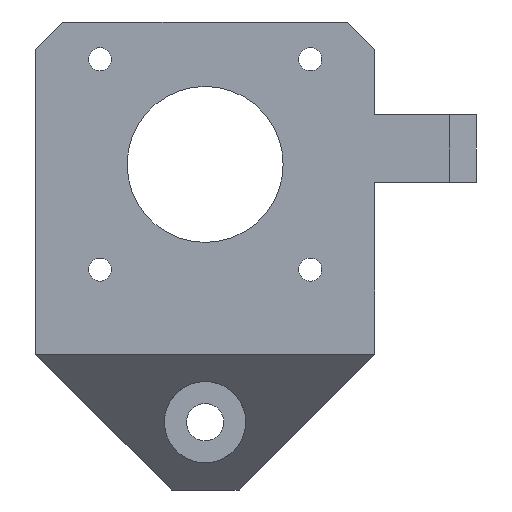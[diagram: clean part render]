
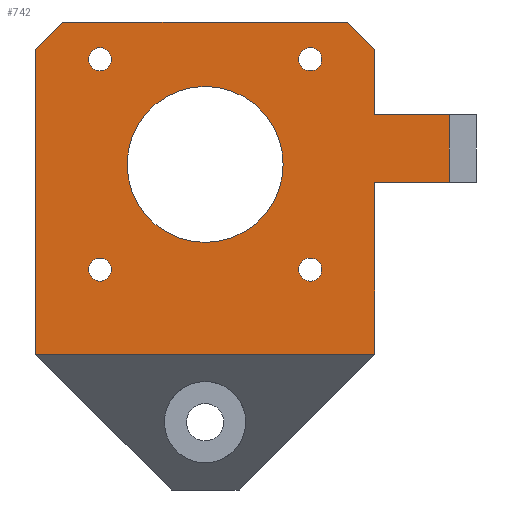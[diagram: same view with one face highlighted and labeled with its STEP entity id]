
A CAD part, front view. The second image highlights one B-rep face of the part: STEP entity #742.
In plain terms, the highlighted planar face has unit normal (0, -1, 0).
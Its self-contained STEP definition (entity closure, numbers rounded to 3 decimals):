
#19=FACE_BOUND('',#117,.T.);
#20=FACE_BOUND('',#118,.T.);
#21=FACE_BOUND('',#119,.T.);
#22=FACE_BOUND('',#120,.T.);
#23=FACE_BOUND('',#121,.T.);
#43=PLANE('',#799);
#74=FACE_OUTER_BOUND('',#116,.T.);
#116=EDGE_LOOP('',(#559,#560,#561,#562,#563,#564,#565,#566,#567,#568));
#117=EDGE_LOOP('',(#569));
#118=EDGE_LOOP('',(#570));
#119=EDGE_LOOP('',(#571));
#120=EDGE_LOOP('',(#572));
#121=EDGE_LOOP('',(#573));
#170=LINE('',#1089,#248);
#176=LINE('',#1100,#254);
#179=LINE('',#1106,#257);
#183=LINE('',#1114,#261);
#184=LINE('',#1118,#262);
#188=LINE('',#1126,#266);
#189=LINE('',#1127,#267);
#190=LINE('',#1129,#268);
#191=LINE('',#1131,#269);
#192=LINE('',#1132,#270);
#248=VECTOR('',#874,10.);
#254=VECTOR('',#884,10.);
#257=VECTOR('',#889,10.);
#261=VECTOR('',#897,10.);
#262=VECTOR('',#900,10.);
#266=VECTOR('',#906,10.);
#267=VECTOR('',#907,10.);
#268=VECTOR('',#908,10.);
#269=VECTOR('',#909,10.);
#270=VECTOR('',#910,10.);
#322=CIRCLE('',#800,11.5);
#323=CIRCLE('',#801,1.7);
#324=CIRCLE('',#802,1.7);
#325=CIRCLE('',#803,1.7);
#326=CIRCLE('',#804,1.7);
#351=VERTEX_POINT('',#1086);
#352=VERTEX_POINT('',#1088);
#355=VERTEX_POINT('',#1098);
#357=VERTEX_POINT('',#1104);
#359=VERTEX_POINT('',#1112);
#360=VERTEX_POINT('',#1116);
#361=VERTEX_POINT('',#1117);
#364=VERTEX_POINT('',#1125);
#365=VERTEX_POINT('',#1128);
#366=VERTEX_POINT('',#1130);
#367=VERTEX_POINT('',#1133);
#368=VERTEX_POINT('',#1135);
#369=VERTEX_POINT('',#1137);
#370=VERTEX_POINT('',#1139);
#371=VERTEX_POINT('',#1141);
#421=EDGE_CURVE('',#352,#351,#170,.T.);
#427=EDGE_CURVE('',#355,#351,#176,.T.);
#430=EDGE_CURVE('',#357,#355,#179,.T.);
#434=EDGE_CURVE('',#359,#357,#183,.T.);
#435=EDGE_CURVE('',#360,#361,#184,.T.);
#439=EDGE_CURVE('',#364,#359,#188,.T.);
#440=EDGE_CURVE('',#361,#364,#189,.T.);
#441=EDGE_CURVE('',#360,#365,#190,.T.);
#442=EDGE_CURVE('',#365,#366,#191,.T.);
#443=EDGE_CURVE('',#352,#366,#192,.T.);
#444=EDGE_CURVE('',#367,#367,#322,.T.);
#445=EDGE_CURVE('',#368,#368,#323,.T.);
#446=EDGE_CURVE('',#369,#369,#324,.T.);
#447=EDGE_CURVE('',#370,#370,#325,.T.);
#448=EDGE_CURVE('',#371,#371,#326,.T.);
#559=ORIENTED_EDGE('',*,*,#427,.F.);
#560=ORIENTED_EDGE('',*,*,#430,.F.);
#561=ORIENTED_EDGE('',*,*,#434,.F.);
#562=ORIENTED_EDGE('',*,*,#439,.F.);
#563=ORIENTED_EDGE('',*,*,#440,.F.);
#564=ORIENTED_EDGE('',*,*,#435,.F.);
#565=ORIENTED_EDGE('',*,*,#441,.T.);
#566=ORIENTED_EDGE('',*,*,#442,.T.);
#567=ORIENTED_EDGE('',*,*,#443,.F.);
#568=ORIENTED_EDGE('',*,*,#421,.T.);
#569=ORIENTED_EDGE('',*,*,#444,.T.);
#570=ORIENTED_EDGE('',*,*,#445,.T.);
#571=ORIENTED_EDGE('',*,*,#446,.T.);
#572=ORIENTED_EDGE('',*,*,#447,.T.);
#573=ORIENTED_EDGE('',*,*,#448,.T.);
#742=ADVANCED_FACE('',(#74,#19,#20,#21,#22,#23),#43,.T.);
#799=AXIS2_PLACEMENT_3D('',#1124,#904,#905);
#800=AXIS2_PLACEMENT_3D('',#1134,#911,#912);
#801=AXIS2_PLACEMENT_3D('',#1136,#913,#914);
#802=AXIS2_PLACEMENT_3D('',#1138,#915,#916);
#803=AXIS2_PLACEMENT_3D('',#1140,#917,#918);
#804=AXIS2_PLACEMENT_3D('',#1142,#919,#920);
#874=DIRECTION('',(1.,0.,0.));
#884=DIRECTION('',(0.,0.,-1.));
#889=DIRECTION('',(1.,0.,0.));
#897=DIRECTION('',(0.,0.,-1.));
#900=DIRECTION('',(0.707,0.,0.707));
#904=DIRECTION('center_axis',(0.,-1.,0.));
#905=DIRECTION('ref_axis',(0.,0.,1.));
#906=DIRECTION('',(0.707,0.,-0.707));
#907=DIRECTION('',(1.,0.,0.));
#908=DIRECTION('',(0.,0.,-1.));
#909=DIRECTION('',(1.,0.,0.));
#910=DIRECTION('',(0.,0.,-1.));
#911=DIRECTION('center_axis',(0.,1.,0.));
#912=DIRECTION('ref_axis',(-1.,0.,0.));
#913=DIRECTION('center_axis',(0.,1.,0.));
#914=DIRECTION('ref_axis',(0.,0.,1.));
#915=DIRECTION('center_axis',(0.,1.,0.));
#916=DIRECTION('ref_axis',(0.,0.,1.));
#917=DIRECTION('center_axis',(0.,1.,0.));
#918=DIRECTION('ref_axis',(0.,0.,1.));
#919=DIRECTION('center_axis',(0.,1.,0.));
#920=DIRECTION('ref_axis',(0.,0.,1.));
#1086=CARTESIAN_POINT('',(15.,0.,25.35));
#1088=CARTESIAN_POINT('',(4.,0.,25.35));
#1089=CARTESIAN_POINT('',(4.,0.,25.35));
#1098=CARTESIAN_POINT('',(15.,0.,35.35));
#1100=CARTESIAN_POINT('',(15.,0.,15.175));
#1104=CARTESIAN_POINT('',(4.,0.,35.35));
#1106=CARTESIAN_POINT('',(4.,0.,35.35));
#1112=CARTESIAN_POINT('',(4.,0.,45.));
#1114=CARTESIAN_POINT('',(4.,0.,49.));
#1116=CARTESIAN_POINT('',(-46.,0.,45.));
#1117=CARTESIAN_POINT('',(-42.,0.,49.));
#1118=CARTESIAN_POINT('',(-44.75,0.,46.25));
#1124=CARTESIAN_POINT('Origin',(0.,0.,0.));
#1125=CARTESIAN_POINT('',(0.,0.,49.));
#1126=CARTESIAN_POINT('',(13.25,0.,35.75));
#1127=CARTESIAN_POINT('',(0.,0.,49.));
#1128=CARTESIAN_POINT('',(-46.,0.,0.));
#1129=CARTESIAN_POINT('',(-46.,0.,49.));
#1130=CARTESIAN_POINT('',(4.,0.,0.));
#1131=CARTESIAN_POINT('',(0.,0.,0.));
#1132=CARTESIAN_POINT('',(4.,0.,49.));
#1133=CARTESIAN_POINT('',(-9.5,0.,28.));
#1134=CARTESIAN_POINT('Origin',(-21.,0.,28.));
#1135=CARTESIAN_POINT('',(-5.5,0.,10.8));
#1136=CARTESIAN_POINT('Origin',(-5.5,0.,
12.5));
#1137=CARTESIAN_POINT('',(-36.5,0.,10.8));
#1138=CARTESIAN_POINT('Origin',(-36.5,0.,12.5));
#1139=CARTESIAN_POINT('',(-36.5,0.,41.8));
#1140=CARTESIAN_POINT('Origin',(-36.5,0.,43.5));
#1141=CARTESIAN_POINT('',(-5.5,0.,41.8));
#1142=CARTESIAN_POINT('Origin',(-5.5,0.,
43.5));
